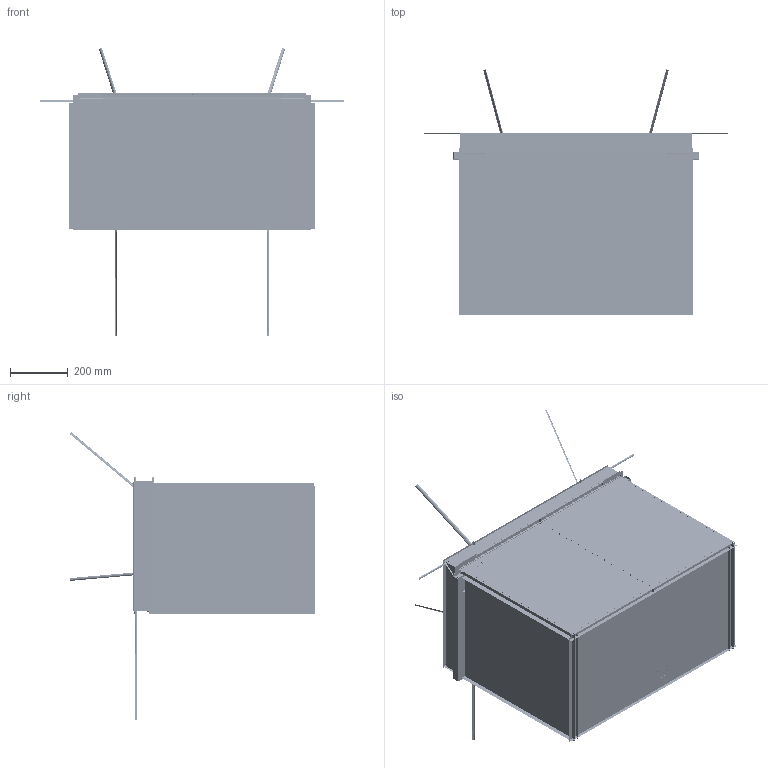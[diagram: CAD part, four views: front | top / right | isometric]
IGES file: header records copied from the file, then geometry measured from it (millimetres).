
Start section:  PTC IGES file: CVASCV80-SH1G801C0.igs
Global section: file name: CVASCV80-SH1G801C0.igs; native system: Creo Parametric by PTC Inc.; preprocessor: 2019224; author: 10113527; organization: Unknown; date: 20200701.102005; units: millimetre
Bounding box: 1052.33 x 851.12 x 1001.2 mm (x, y, z)
Surface area: 37826368.2 mm2 (no closed solid volume)
Topology: 0 solids, 0 shells, 7813 faces, 117823 edges, 154392 vertices
Faces by surface type: bspline 4104, revolution 3153, extrusion 556
